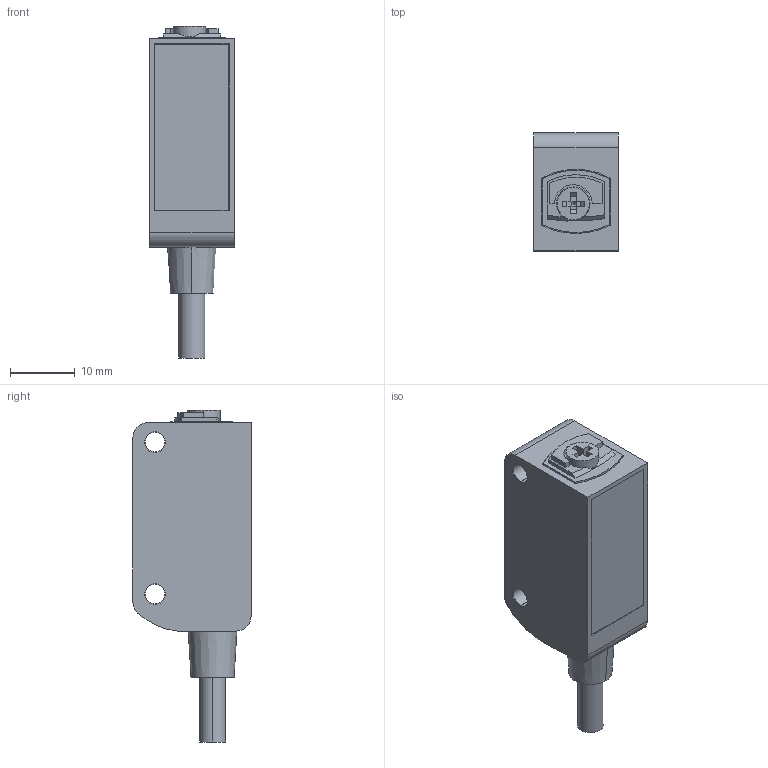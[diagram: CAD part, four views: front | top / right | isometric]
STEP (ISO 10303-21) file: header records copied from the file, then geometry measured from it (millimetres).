
FILE_DESCRIPTION (( 'STEP AP214' ), '1' );
FILE_NAME ('PXPEESB-20P_2D.STEP', '2022-11-03T22:36:19', ( '' ), ( '' ), 'SwSTEP 2.0', 'SolidWorks 2022', '' );
FILE_SCHEMA (( 'AUTOMOTIVE_DESIGN' ));
Length unit declared in the file: inch
Products named in the file (1): PXPEESB-20P_2D
Bounding box: 13 x 18.2 x 51.15 mm (x, y, z)
Volume: 6120.1 mm3; surface area: 4861.1 mm2
Topology: 6 solids, 6 shells, 109 faces, 270 edges, 180 vertices
Faces by surface type: plane 70, cylinder 34, cone 5
Entity records: 4799 total; most frequent: CARTESIAN_POINT 595, DIRECTION 565, ORIENTED_EDGE 540, EDGE_CURVE 270, AXIS2_PLACEMENT_3D 192, LINE 181, VECTOR 181, VERTEX_POINT 180
